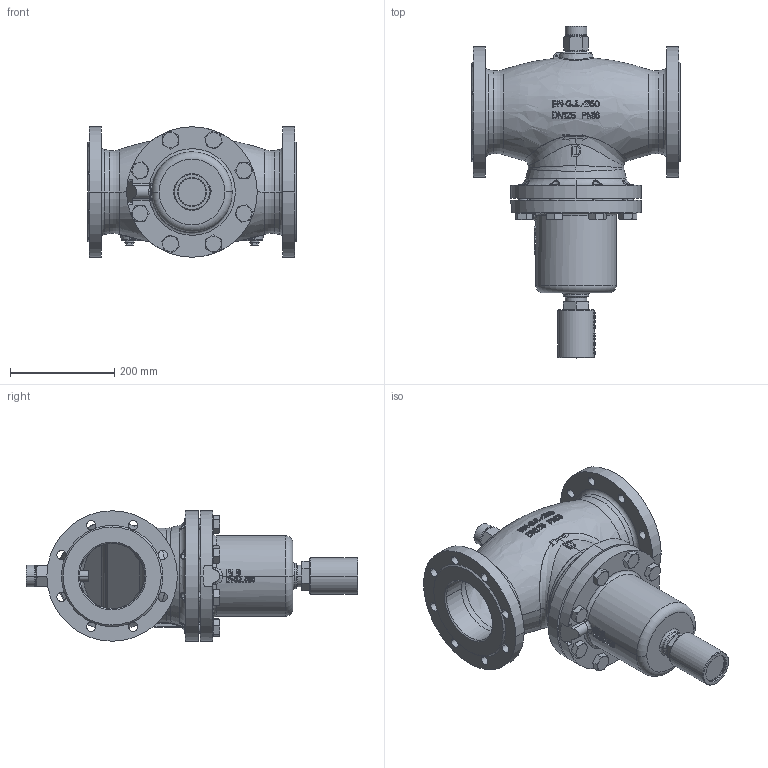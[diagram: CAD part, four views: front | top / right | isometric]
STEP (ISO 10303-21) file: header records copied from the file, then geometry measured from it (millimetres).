
FILE_DESCRIPTION((''),'2;1');
FILE_NAME('065B2747_ASM','2015-03-16T',('u317927'),('Danfoss'),'PRO/ENGINEER BY PARAMETRIC TECHNOLOGY CORPORATION, 2014000','PRO/ENGINEER BY PARAMETRIC TECHNOLOGY CORPORATION, 2014000','');
FILE_SCHEMA(('CONFIG_CONTROL_DESIGN'));
Products named in the file (8): 8861849; 8861017; 88618200; 88618270; 88618310; 51840370; VIJAK_G1L4X12_ZAPIRALNI; 065B2747_ASM
Assembly tree (16 placements, depth 2):
  065B2747_ASM
    8861849
    8861017
    88618200
    88618270
    88618310
    51840370  x8
    VIJAK_G1L4X12_ZAPIRALNI  x3
Bounding box: 400 x 636 x 250 mm (x, y, z)
Volume: 8488450.4 mm3; surface area: 1390750.4 mm2
Topology: 16 solids, 46 shells, 2101 faces, 5604 edges, 3629 vertices
Faces by surface type: plane 1356, cylinder 358, cone 191, bspline 125, torus 69, sphere 2
Entity records: 69271 total; most frequent: CARTESIAN_POINT 25501, ORIENTED_EDGE 9966, DIRECTION 7774, EDGE_CURVE 5048, VERTEX_POINT 3285, AXIS2_PLACEMENT_3D 2975, EDGE_LOOP 2012, B_SPLINE_CURVE_WITH_KNOTS 2010
